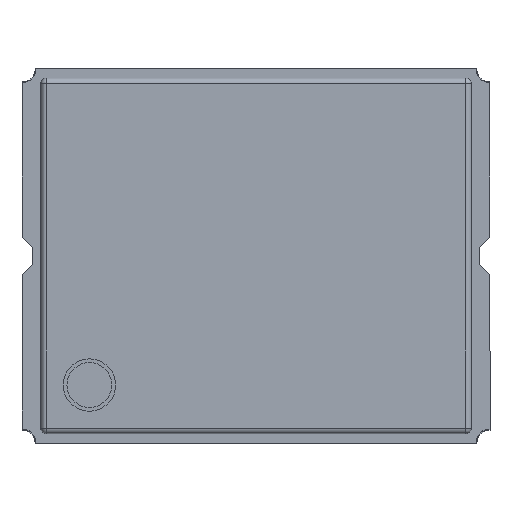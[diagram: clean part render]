
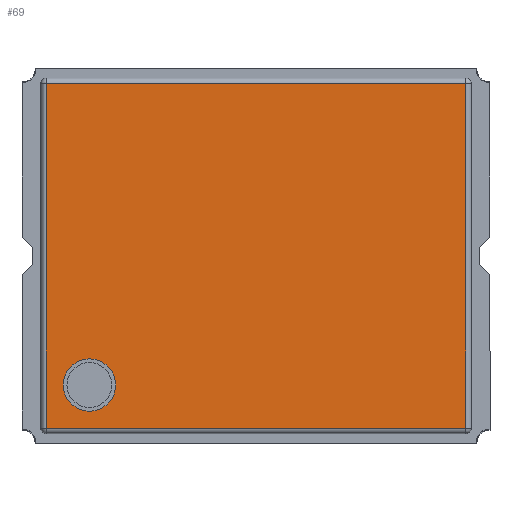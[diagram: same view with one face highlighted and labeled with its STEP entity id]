
A CAD part, top view. The second image highlights one B-rep face of the part: STEP entity #69.
In plain terms, the highlighted planar face has unit normal (0, 0, 1).
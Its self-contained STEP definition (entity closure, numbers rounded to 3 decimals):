
#8 = DIRECTION ( 'NONE',  ( 1., 0., 0. ) ) ;
#52 = ORIENTED_EDGE ( 'NONE', *, *, #1904, .F. ) ;
#69 = ADVANCED_FACE ( 'NONE', ( #578, #1829 ), #1041, .T. ) ;
#150 = DIRECTION ( 'NONE',  ( 0., 1., 0. ) ) ;
#327 = CARTESIAN_POINT ( 'NONE',  ( -0.75, -0.69, 0.7 ) ) ;
#338 = LINE ( 'NONE', #1588, #2703 ) ;
#345 = CARTESIAN_POINT ( 'NONE',  ( -1.15, 0.92, 0.7 ) ) ;
#367 = AXIS2_PLACEMENT_3D ( 'NONE', #1146, #2791, #1373 ) ;
#393 = EDGE_CURVE ( 'NONE', #2220, #3006, #2806, .T. ) ;
#474 = EDGE_CURVE ( 'NONE', #2329, #2458, #917, .T. ) ;
#475 = CARTESIAN_POINT ( 'NONE',  ( -1.03, -0.69, 0.7 ) ) ;
#487 = CIRCLE ( 'NONE', #2409, 0.14 ) ;
#578 = FACE_OUTER_BOUND ( 'NONE', #778, .T. ) ;
#675 = LINE ( 'NONE', #345, #1309 ) ;
#686 = VERTEX_POINT ( 'NONE', #1909 ) ;
#729 = ORIENTED_EDGE ( 'NONE', *, *, #766, .T. ) ;
#766 = EDGE_CURVE ( 'NONE', #2458, #686, #1562, .T. ) ;
#778 = EDGE_LOOP ( 'NONE', ( #813, #1322, #729, #853 ) ) ;
#813 = ORIENTED_EDGE ( 'NONE', *, *, #2359, .T. ) ;
#846 = CARTESIAN_POINT ( 'NONE',  ( -0.89, -0.69, 0.7 ) ) ;
#852 = VECTOR ( 'NONE', #8, 1000. ) ;
#853 = ORIENTED_EDGE ( 'NONE', *, *, #2872, .T. ) ;
#917 = LINE ( 'NONE', #2804, #2042 ) ;
#1041 = PLANE ( 'NONE',  #2465 ) ;
#1056 = CARTESIAN_POINT ( 'NONE',  ( -1.12, 0.92, 0.7 ) ) ;
#1094 = DIRECTION ( 'NONE',  ( 1., 0., 0. ) ) ;
#1146 = CARTESIAN_POINT ( 'NONE',  ( -0.89, -0.69, 0.7 ) ) ;
#1291 = DIRECTION ( 'NONE',  ( 0., 0., 1. ) ) ;
#1306 = DIRECTION ( 'NONE',  ( -1., 0., 0. ) ) ;
#1309 = VECTOR ( 'NONE', #1306, 1000. ) ;
#1322 = ORIENTED_EDGE ( 'NONE', *, *, #474, .T. ) ;
#1373 = DIRECTION ( 'NONE',  ( 1., 0., 0. ) ) ;
#1562 = LINE ( 'NONE', #1688, #852 ) ;
#1588 = CARTESIAN_POINT ( 'NONE',  ( 1.12, -0.95, 0.7 ) ) ;
#1688 = CARTESIAN_POINT ( 'NONE',  ( -1.15, -0.92, 0.7 ) ) ;
#1829 = FACE_BOUND ( 'NONE', #1921, .T. ) ;
#1904 = EDGE_CURVE ( 'NONE', #3006, #2220, #487, .T. ) ;
#1909 = CARTESIAN_POINT ( 'NONE',  ( 1.12, -0.92, 0.7 ) ) ;
#1921 = EDGE_LOOP ( 'NONE', ( #2539, #52 ) ) ;
#2042 = VECTOR ( 'NONE', #2337, 1000. ) ;
#2073 = VERTEX_POINT ( 'NONE', #2812 ) ;
#2220 = VERTEX_POINT ( 'NONE', #327 ) ;
#2329 = VERTEX_POINT ( 'NONE', #1056 ) ;
#2337 = DIRECTION ( 'NONE',  ( 0., -1., 0. ) ) ;
#2359 = EDGE_CURVE ( 'NONE', #2073, #2329, #675, .T. ) ;
#2409 = AXIS2_PLACEMENT_3D ( 'NONE', #846, #2505, #1094 ) ;
#2458 = VERTEX_POINT ( 'NONE', #3090 ) ;
#2465 = AXIS2_PLACEMENT_3D ( 'NONE', #2701, #1291, #2956 ) ;
#2505 = DIRECTION ( 'NONE',  ( 0., 0., 1. ) ) ;
#2539 = ORIENTED_EDGE ( 'NONE', *, *, #393, .F. ) ;
#2701 = CARTESIAN_POINT ( 'NONE',  ( -1.15, -0.95, 0.7 ) ) ;
#2703 = VECTOR ( 'NONE', #150, 1000. ) ;
#2791 = DIRECTION ( 'NONE',  ( 0., 0., 1. ) ) ;
#2804 = CARTESIAN_POINT ( 'NONE',  ( -1.12, -0.95, 0.7 ) ) ;
#2806 = CIRCLE ( 'NONE', #367, 0.14 ) ;
#2812 = CARTESIAN_POINT ( 'NONE',  ( 1.12, 0.92, 0.7 ) ) ;
#2872 = EDGE_CURVE ( 'NONE', #686, #2073, #338, .T. ) ;
#2956 = DIRECTION ( 'NONE',  ( 1., 0., 0. ) ) ;
#3006 = VERTEX_POINT ( 'NONE', #475 ) ;
#3090 = CARTESIAN_POINT ( 'NONE',  ( -1.12, -0.92, 0.7 ) ) ;
